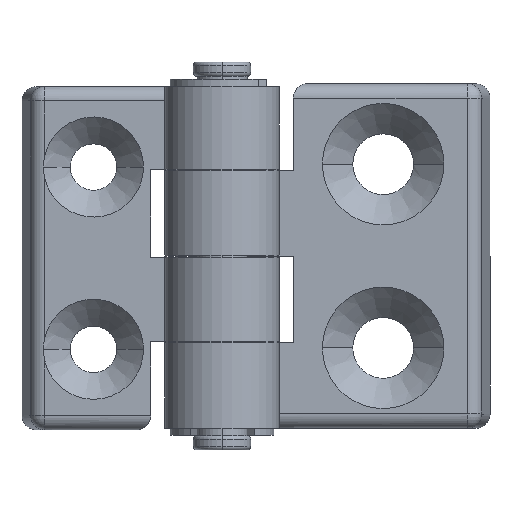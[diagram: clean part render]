
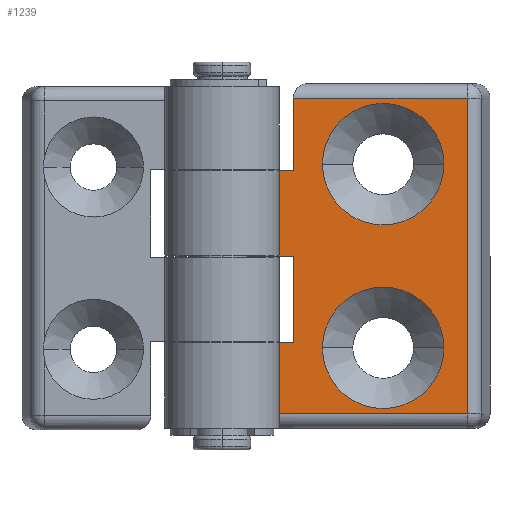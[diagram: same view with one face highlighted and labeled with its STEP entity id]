
A CAD part, top view. The second image highlights one B-rep face of the part: STEP entity #1239.
In plain terms, the highlighted planar face has unit normal (0, 0, 1).
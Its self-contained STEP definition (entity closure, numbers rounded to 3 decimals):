
#39 = CARTESIAN_POINT ( 'NONE',  ( -12.55, 0., 4. ) ) ;
#67 = DIRECTION ( 'NONE',  ( 1., 0., 0. ) ) ;
#157 = EDGE_CURVE ( 'NONE', #2163, #1170, #198, .T. ) ;
#198 = LINE ( 'NONE', #665, #630 ) ;
#209 = VERTEX_POINT ( 'NONE', #1086 ) ;
#229 = DIRECTION ( 'NONE',  ( 1., 0., 0. ) ) ;
#234 = VECTOR ( 'NONE', #904, 1000. ) ;
#266 = ORIENTED_EDGE ( 'NONE', *, *, #1938, .T. ) ;
#281 = ORIENTED_EDGE ( 'NONE', *, *, #2839, .T. ) ;
#320 = VERTEX_POINT ( 'NONE', #1824 ) ;
#336 = DIRECTION ( 'NONE',  ( 0., -1., 0. ) ) ;
#365 = LINE ( 'NONE', #667, #712 ) ;
#389 = DIRECTION ( 'NONE',  ( 0., 0., -1. ) ) ;
#393 = CIRCLE ( 'NONE', #3020, 8.5 ) ;
#407 = EDGE_CURVE ( 'NONE', #3375, #320, #491, .T. ) ;
#437 = LINE ( 'NONE', #1716, #537 ) ;
#491 = CIRCLE ( 'NONE', #2084, 8.5 ) ;
#537 = VECTOR ( 'NONE', #3317, 1000. ) ;
#567 = CARTESIAN_POINT ( 'NONE',  ( 11.79, -22.1, 4. ) ) ;
#605 = EDGE_CURVE ( 'NONE', #1225, #2486, #3498, .T. ) ;
#630 = VECTOR ( 'NONE', #2852, 1000. ) ;
#665 = CARTESIAN_POINT ( 'NONE',  ( 0., 12., 4. ) ) ;
#667 = CARTESIAN_POINT ( 'NONE',  ( 11.79, 0., 4. ) ) ;
#684 = ORIENTED_EDGE ( 'NONE', *, *, #1103, .T. ) ;
#705 = AXIS2_PLACEMENT_3D ( 'NONE', #2735, #1361, #1097 ) ;
#712 = VECTOR ( 'NONE', #2588, 1000. ) ;
#731 = EDGE_CURVE ( 'NONE', #2069, #2486, #2436, .T. ) ;
#744 = EDGE_CURVE ( 'NONE', #320, #3375, #3242, .T. ) ;
#757 = CIRCLE ( 'NONE', #2744, 8.5 ) ;
#768 = EDGE_LOOP ( 'NONE', ( #3462, #1585 ) ) ;
#820 = DIRECTION ( 'NONE',  ( 1., 0., 0. ) ) ;
#845 = EDGE_LOOP ( 'NONE', ( #3588, #1379 ) ) ;
#904 = DIRECTION ( 'NONE',  ( 0., -1., 0. ) ) ;
#932 = ORIENTED_EDGE ( 'NONE', *, *, #157, .F. ) ;
#952 = EDGE_CURVE ( 'NONE', #2562, #2203, #757, .T. ) ;
#1027 = VERTEX_POINT ( 'NONE', #1696 ) ;
#1036 = AXIS2_PLACEMENT_3D ( 'NONE', #2417, #1640, #820 ) ;
#1059 = EDGE_CURVE ( 'NONE', #1959, #1162, #2518, .T. ) ;
#1071 = ORIENTED_EDGE ( 'NONE', *, *, #731, .F. ) ;
#1086 = CARTESIAN_POINT ( 'NONE',  ( -14.55, 0., 4. ) ) ;
#1087 = DIRECTION ( 'NONE',  ( 1., 0., 0. ) ) ;
#1089 = EDGE_LOOP ( 'NONE', ( #281, #684, #2009, #932, #2514, #266, #3505, #1071, #2258, #3426 ) ) ;
#1097 = DIRECTION ( 'NONE',  ( 1., 0., 0. ) ) ;
#1103 = EDGE_CURVE ( 'NONE', #1027, #1375, #1697, .T. ) ;
#1112 = CARTESIAN_POINT ( 'NONE',  ( -14.55, -22.1, 4. ) ) ;
#1118 = DIRECTION ( 'NONE',  ( 1., 0., 0. ) ) ;
#1127 = CARTESIAN_POINT ( 'NONE',  ( -12.55, -12.1, 4. ) ) ;
#1142 = VECTOR ( 'NONE', #1087, 1000. ) ;
#1162 = VERTEX_POINT ( 'NONE', #567 ) ;
#1163 = CARTESIAN_POINT ( 'NONE',  ( -12.55, 22.1, 4. ) ) ;
#1170 = VERTEX_POINT ( 'NONE', #2427 ) ;
#1182 = CARTESIAN_POINT ( 'NONE',  ( -12.55, 0., 4. ) ) ;
#1225 = VERTEX_POINT ( 'NONE', #39 ) ;
#1239 = ADVANCED_FACE ( 'NONE', ( #1345, #1263, #2648 ), #2471, .T. ) ;
#1263 = FACE_BOUND ( 'NONE', #768, .T. ) ;
#1264 = LINE ( 'NONE', #2017, #3337 ) ;
#1294 = EDGE_CURVE ( 'NONE', #2163, #209, #437, .T. ) ;
#1345 = FACE_BOUND ( 'NONE', #845, .T. ) ;
#1361 = DIRECTION ( 'NONE',  ( 0., 0., 1. ) ) ;
#1375 = VERTEX_POINT ( 'NONE', #1163 ) ;
#1379 = ORIENTED_EDGE ( 'NONE', *, *, #952, .T. ) ;
#1424 = DIRECTION ( 'NONE',  ( -1., 0., 0. ) ) ;
#1440 = CARTESIAN_POINT ( 'NONE',  ( 8.5, -12.85, 4. ) ) ;
#1451 = CARTESIAN_POINT ( 'NONE',  ( -8.5, 12.85, 4. ) ) ;
#1460 = CARTESIAN_POINT ( 'NONE',  ( -14.55, -12.1, 4. ) ) ;
#1585 = ORIENTED_EDGE ( 'NONE', *, *, #407, .F. ) ;
#1619 = VECTOR ( 'NONE', #1424, 1000. ) ;
#1623 = CARTESIAN_POINT ( 'NONE',  ( 13.45, -22.1, 4. ) ) ;
#1633 = DIRECTION ( 'NONE',  ( 1., 0., 0. ) ) ;
#1640 = DIRECTION ( 'NONE',  ( 0., 0., 1. ) ) ;
#1677 = CARTESIAN_POINT ( 'NONE',  ( 0., -12.85, 4. ) ) ;
#1696 = CARTESIAN_POINT ( 'NONE',  ( 11.79, 22.1, 4. ) ) ;
#1697 = LINE ( 'NONE', #3072, #1619 ) ;
#1716 = CARTESIAN_POINT ( 'NONE',  ( -14.55, 24.1, 4. ) ) ;
#1824 = CARTESIAN_POINT ( 'NONE',  ( 8.5, 12.85, 4. ) ) ;
#1897 = LINE ( 'NONE', #2708, #3136 ) ;
#1938 = EDGE_CURVE ( 'NONE', #209, #1225, #1897, .T. ) ;
#1959 = VERTEX_POINT ( 'NONE', #1112 ) ;
#2009 = ORIENTED_EDGE ( 'NONE', *, *, #2407, .T. ) ;
#2017 = CARTESIAN_POINT ( 'NONE',  ( -14.55, 24.1, 4. ) ) ;
#2050 = VECTOR ( 'NONE', #2360, 1000. ) ;
#2069 = VERTEX_POINT ( 'NONE', #1460 ) ;
#2084 = AXIS2_PLACEMENT_3D ( 'NONE', #3099, #2283, #2933 ) ;
#2109 = CARTESIAN_POINT ( 'NONE',  ( 0., -12.1, 4. ) ) ;
#2163 = VERTEX_POINT ( 'NONE', #2542 ) ;
#2170 = CARTESIAN_POINT ( 'NONE',  ( -12.55, 0., 4. ) ) ;
#2198 = EDGE_CURVE ( 'NONE', #2069, #1959, #1264, .T. ) ;
#2203 = VERTEX_POINT ( 'NONE', #1440 ) ;
#2258 = ORIENTED_EDGE ( 'NONE', *, *, #2198, .T. ) ;
#2283 = DIRECTION ( 'NONE',  ( 0., 0., 1. ) ) ;
#2360 = DIRECTION ( 'NONE',  ( 0., -1., 0. ) ) ;
#2384 = CARTESIAN_POINT ( 'NONE',  ( 0., -12.85, 4. ) ) ;
#2407 = EDGE_CURVE ( 'NONE', #1375, #1170, #3511, .T. ) ;
#2417 = CARTESIAN_POINT ( 'NONE',  ( 0., 12.85, 4. ) ) ;
#2427 = CARTESIAN_POINT ( 'NONE',  ( -12.55, 12., 4. ) ) ;
#2436 = LINE ( 'NONE', #2109, #2515 ) ;
#2471 = PLANE ( 'NONE',  #705 ) ;
#2486 = VERTEX_POINT ( 'NONE', #1127 ) ;
#2514 = ORIENTED_EDGE ( 'NONE', *, *, #1294, .T. ) ;
#2515 = VECTOR ( 'NONE', #1118, 1000. ) ;
#2518 = LINE ( 'NONE', #1623, #1142 ) ;
#2542 = CARTESIAN_POINT ( 'NONE',  ( -14.55, 12., 4. ) ) ;
#2562 = VERTEX_POINT ( 'NONE', #2797 ) ;
#2588 = DIRECTION ( 'NONE',  ( 0., 1., 0. ) ) ;
#2648 = FACE_OUTER_BOUND ( 'NONE', #1089, .T. ) ;
#2708 = CARTESIAN_POINT ( 'NONE',  ( 0., 0., 4. ) ) ;
#2735 = CARTESIAN_POINT ( 'NONE',  ( 0., 0., 4. ) ) ;
#2744 = AXIS2_PLACEMENT_3D ( 'NONE', #2384, #389, #1633 ) ;
#2797 = CARTESIAN_POINT ( 'NONE',  ( -8.5, -12.85, 4. ) ) ;
#2839 = EDGE_CURVE ( 'NONE', #1162, #1027, #365, .T. ) ;
#2852 = DIRECTION ( 'NONE',  ( 1., 0., 0. ) ) ;
#2876 = DIRECTION ( 'NONE',  ( 0., 0., -1. ) ) ;
#2933 = DIRECTION ( 'NONE',  ( 1., 0., 0. ) ) ;
#3020 = AXIS2_PLACEMENT_3D ( 'NONE', #1677, #2876, #67 ) ;
#3072 = CARTESIAN_POINT ( 'NONE',  ( -12.55, 22.1, 4. ) ) ;
#3099 = CARTESIAN_POINT ( 'NONE',  ( 0., 12.85, 4. ) ) ;
#3136 = VECTOR ( 'NONE', #229, 1000. ) ;
#3138 = EDGE_CURVE ( 'NONE', #2203, #2562, #393, .T. ) ;
#3242 = CIRCLE ( 'NONE', #1036, 8.5 ) ;
#3317 = DIRECTION ( 'NONE',  ( 0., -1., 0. ) ) ;
#3337 = VECTOR ( 'NONE', #336, 1000. ) ;
#3375 = VERTEX_POINT ( 'NONE', #1451 ) ;
#3426 = ORIENTED_EDGE ( 'NONE', *, *, #1059, .T. ) ;
#3462 = ORIENTED_EDGE ( 'NONE', *, *, #744, .F. ) ;
#3498 = LINE ( 'NONE', #2170, #2050 ) ;
#3505 = ORIENTED_EDGE ( 'NONE', *, *, #605, .T. ) ;
#3511 = LINE ( 'NONE', #1182, #234 ) ;
#3588 = ORIENTED_EDGE ( 'NONE', *, *, #3138, .T. ) ;
